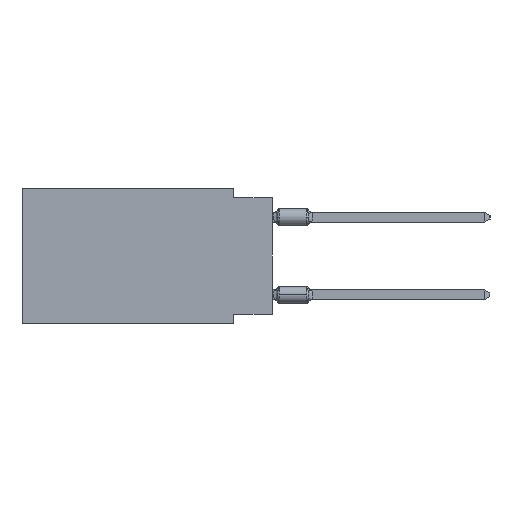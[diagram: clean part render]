
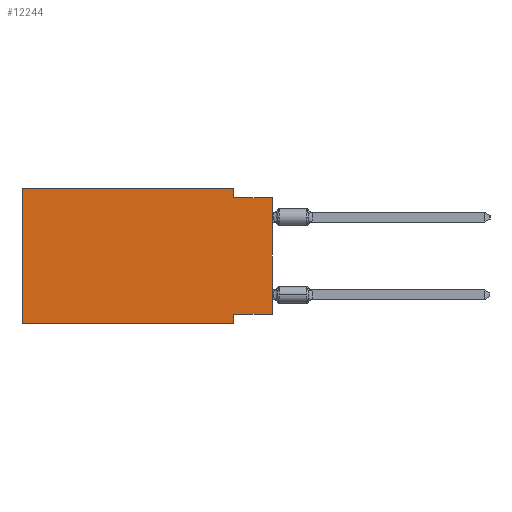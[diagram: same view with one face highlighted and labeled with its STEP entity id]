
A CAD part, left-side view. The second image highlights one B-rep face of the part: STEP entity #12244.
In plain terms, the highlighted planar face has unit normal (-1, 0, 0).
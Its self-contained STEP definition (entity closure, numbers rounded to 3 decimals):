
#424 = VECTOR ( 'NONE', #5516, 1000. ) ;
#1238 = CARTESIAN_POINT ( 'NONE',  ( 0., 0., -0.635 ) ) ;
#1273 = EDGE_CURVE ( 'NONE', #10874, #21911, #19663, .T. ) ;
#1537 = VERTEX_POINT ( 'NONE', #25311 ) ;
#1890 = EDGE_CURVE ( 'NONE', #21911, #21458, #27986, .T. ) ;
#1940 = CARTESIAN_POINT ( 'NONE',  ( 0., 2.54, -8.89 ) ) ;
#1949 = FACE_OUTER_BOUND ( 'NONE', #19621, .T. ) ;
#2131 = CARTESIAN_POINT ( 'NONE',  ( 0., 2.54, -8.89 ) ) ;
#2939 = VECTOR ( 'NONE', #26127, 1000. ) ;
#3177 = ORIENTED_EDGE ( 'NONE', *, *, #28618, .F. ) ;
#3933 = CARTESIAN_POINT ( 'NONE',  ( 0., 2.54, 0. ) ) ;
#4638 = VECTOR ( 'NONE', #14804, 1000. ) ;
#5371 = ORIENTED_EDGE ( 'NONE', *, *, #17016, .F. ) ;
#5516 = DIRECTION ( 'NONE',  ( 0., 0., 1. ) ) ;
#6606 = CARTESIAN_POINT ( 'NONE',  ( 0., 16.383, 0. ) ) ;
#7282 = LINE ( 'NONE', #25339, #36641 ) ;
#7365 = VERTEX_POINT ( 'NONE', #25425 ) ;
#7759 = CARTESIAN_POINT ( 'NONE',  ( 0., 16.383, -8.89 ) ) ;
#8580 = ORIENTED_EDGE ( 'NONE', *, *, #23869, .F. ) ;
#8666 = DIRECTION ( 'NONE',  ( 0., -1., 0. ) ) ;
#8889 = CARTESIAN_POINT ( 'NONE',  ( 0., 2.54, 0. ) ) ;
#9308 = LINE ( 'NONE', #3933, #26415 ) ;
#9675 = VERTEX_POINT ( 'NONE', #36328 ) ;
#10874 = VERTEX_POINT ( 'NONE', #20438 ) ;
#10929 = LINE ( 'NONE', #7759, #17201 ) ;
#11321 = ORIENTED_EDGE ( 'NONE', *, *, #1890, .F. ) ;
#12244 = ADVANCED_FACE ( 'NONE', ( #1949 ), #19456, .F. ) ;
#14804 = DIRECTION ( 'NONE',  ( 0., -1., 0. ) ) ;
#16508 = DIRECTION ( 'NONE',  ( 0., 0., -1. ) ) ;
#17016 = EDGE_CURVE ( 'NONE', #1537, #20701, #29874, .T. ) ;
#17201 = VECTOR ( 'NONE', #34111, 1000. ) ;
#17361 = ORIENTED_EDGE ( 'NONE', *, *, #1273, .F. ) ;
#17445 = ORIENTED_EDGE ( 'NONE', *, *, #21959, .T. ) ;
#19255 = DIRECTION ( 'NONE',  ( 0., 1., 0. ) ) ;
#19456 = PLANE ( 'NONE',  #29232 ) ;
#19621 = EDGE_LOOP ( 'NONE', ( #35678, #8580, #3177, #11321, #17361, #17445, #5371, #28686 ) ) ;
#19648 = CARTESIAN_POINT ( 'NONE',  ( 0., 16.383, 0. ) ) ;
#19663 = LINE ( 'NONE', #23390, #424 ) ;
#20438 = CARTESIAN_POINT ( 'NONE',  ( 0., 16.383, -8.89 ) ) ;
#20701 = VERTEX_POINT ( 'NONE', #1940 ) ;
#21233 = EDGE_CURVE ( 'NONE', #7365, #34896, #29125, .T. ) ;
#21397 = CARTESIAN_POINT ( 'NONE',  ( 0., 16.383, 0. ) ) ;
#21458 = VERTEX_POINT ( 'NONE', #8889 ) ;
#21589 = EDGE_CURVE ( 'NONE', #7365, #1537, #7282, .T. ) ;
#21911 = VERTEX_POINT ( 'NONE', #6606 ) ;
#21959 = EDGE_CURVE ( 'NONE', #10874, #20701, #10929, .T. ) ;
#23390 = CARTESIAN_POINT ( 'NONE',  ( 0., 16.383, 0. ) ) ;
#23869 = EDGE_CURVE ( 'NONE', #9675, #34896, #35664, .T. ) ;
#25311 = CARTESIAN_POINT ( 'NONE',  ( 0., 2.54, -8.255 ) ) ;
#25339 = CARTESIAN_POINT ( 'NONE',  ( 0., 0., -8.255 ) ) ;
#25425 = CARTESIAN_POINT ( 'NONE',  ( 0., 0., -8.255 ) ) ;
#25997 = CARTESIAN_POINT ( 'NONE',  ( 0., 0., -0.635 ) ) ;
#26127 = DIRECTION ( 'NONE',  ( 0., 0., -1. ) ) ;
#26415 = VECTOR ( 'NONE', #30708, 1000. ) ;
#26550 = DIRECTION ( 'NONE',  ( 0., 0., 1. ) ) ;
#27473 = VECTOR ( 'NONE', #8666, 1000. ) ;
#27986 = LINE ( 'NONE', #21397, #27473 ) ;
#28618 = EDGE_CURVE ( 'NONE', #21458, #9675, #9308, .T. ) ;
#28686 = ORIENTED_EDGE ( 'NONE', *, *, #21589, .F. ) ;
#29125 = LINE ( 'NONE', #29338, #29381 ) ;
#29232 = AXIS2_PLACEMENT_3D ( 'NONE', #19648, #38164, #16508 ) ;
#29338 = CARTESIAN_POINT ( 'NONE',  ( 0., 0., 0. ) ) ;
#29381 = VECTOR ( 'NONE', #26550, 1000. ) ;
#29874 = LINE ( 'NONE', #2131, #2939 ) ;
#30708 = DIRECTION ( 'NONE',  ( 0., 0., -1. ) ) ;
#34111 = DIRECTION ( 'NONE',  ( 0., -1., 0. ) ) ;
#34896 = VERTEX_POINT ( 'NONE', #1238 ) ;
#35664 = LINE ( 'NONE', #25997, #4638 ) ;
#35678 = ORIENTED_EDGE ( 'NONE', *, *, #21233, .T. ) ;
#36328 = CARTESIAN_POINT ( 'NONE',  ( 0., 2.54, -0.635 ) ) ;
#36641 = VECTOR ( 'NONE', #19255, 1000. ) ;
#38164 = DIRECTION ( 'NONE',  ( 1., 0., 0. ) ) ;
